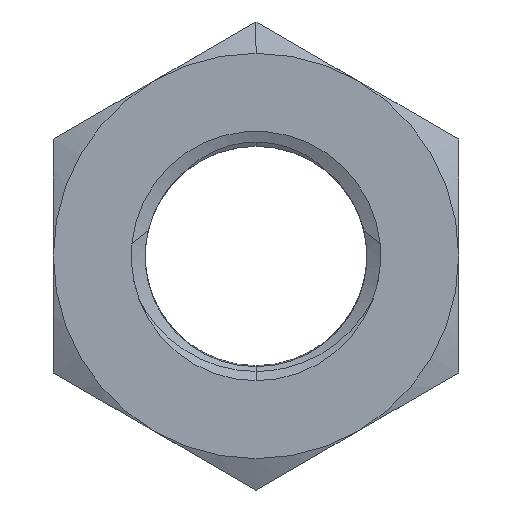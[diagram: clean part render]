
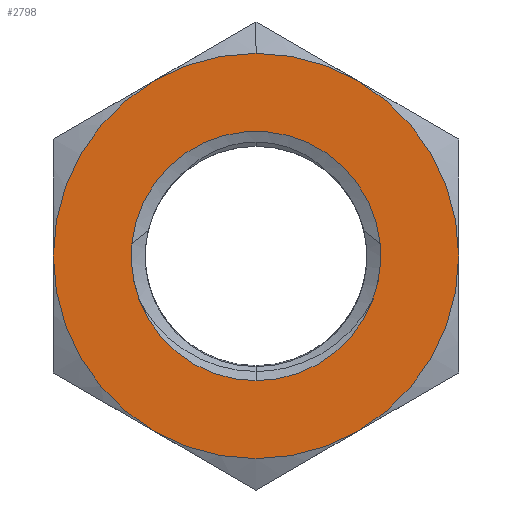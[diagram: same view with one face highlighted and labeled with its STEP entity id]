
A CAD part, front view. The second image highlights one B-rep face of the part: STEP entity #2798.
In plain terms, the highlighted planar face has unit normal (0, -1, 0).
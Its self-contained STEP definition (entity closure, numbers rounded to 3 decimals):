
#194 = EDGE_CURVE ( 'NONE', #2977, #196, #1052, .T. ) ;
#196 = VERTEX_POINT ( 'NONE', #1048 ) ;
#272 = EDGE_CURVE ( 'NONE', #273, #274, #1161, .T. ) ;
#273 = VERTEX_POINT ( 'NONE', #1154 ) ;
#274 = VERTEX_POINT ( 'NONE', #1153 ) ;
#1004 = CARTESIAN_POINT ( 'NONE',  ( 0., -3.25, 0. ) ) ;
#1048 = CARTESIAN_POINT ( 'NONE',  ( -3.981, -3.25, 0.386 ) ) ;
#1049 = DIRECTION ( 'NONE',  ( 0., 0., -1. ) ) ;
#1050 = DIRECTION ( 'NONE',  ( 0., -1., 0. ) ) ;
#1051 = AXIS2_PLACEMENT_3D ( 'NONE', #1004, #1050, #1049 ) ;
#1052 = CIRCLE ( 'NONE', #1051, 4. ) ;
#1153 = CARTESIAN_POINT ( 'NONE',  ( -3.25, -3.25, 5.629 ) ) ;
#1154 = CARTESIAN_POINT ( 'NONE',  ( 0., -3.25, 6.5 ) ) ;
#1155 = DIRECTION ( 'NONE',  ( 0., 0., -1. ) ) ;
#1156 = DIRECTION ( 'NONE',  ( 0., -1., 0. ) ) ;
#1157 = CARTESIAN_POINT ( 'NONE',  ( 0., -3.25, 0. ) ) ;
#1158 = AXIS2_PLACEMENT_3D ( 'NONE', #1157, #1156, #1155 ) ;
#1161 = CIRCLE ( 'NONE', #1158, 6.5 ) ;
#1577 = CARTESIAN_POINT ( 'NONE',  ( 0., -3.25, 0. ) ) ;
#1578 = AXIS2_PLACEMENT_3D ( 'NONE', #1577, #1639, #1638 ) ;
#1579 = CIRCLE ( 'NONE', #1578, 6.5 ) ;
#1580 = CARTESIAN_POINT ( 'NONE',  ( -3.25, -3.25, -5.629 ) ) ;
#1581 = DIRECTION ( 'NONE',  ( 0., 0., -1. ) ) ;
#1582 = DIRECTION ( 'NONE',  ( 0., -1., 0. ) ) ;
#1583 = CARTESIAN_POINT ( 'NONE',  ( 0., -3.25, 0. ) ) ;
#1584 = AXIS2_PLACEMENT_3D ( 'NONE', #1583, #1582, #1581 ) ;
#1585 = CIRCLE ( 'NONE', #1584, 6.5 ) ;
#1586 = CARTESIAN_POINT ( 'NONE',  ( -6.5, -3.25, 0. ) ) ;
#1587 = CARTESIAN_POINT ( 'NONE',  ( 3.25, -3.25, -5.629 ) ) ;
#1609 = CIRCLE ( 'NONE', #1672, 6.5 ) ;
#1610 = DIRECTION ( 'NONE',  ( 0., 0., -1. ) ) ;
#1611 = DIRECTION ( 'NONE',  ( 0., -1., 0. ) ) ;
#1612 = CARTESIAN_POINT ( 'NONE',  ( 0., -3.25, 0. ) ) ;
#1613 = AXIS2_PLACEMENT_3D ( 'NONE', #1612, #1611, #1610 ) ;
#1618 = CIRCLE ( 'NONE', #1613, 6.5 ) ;
#1626 = DIRECTION ( 'NONE',  ( 0., 0., -1. ) ) ;
#1627 = DIRECTION ( 'NONE',  ( 0., -1., 0. ) ) ;
#1628 = CARTESIAN_POINT ( 'NONE',  ( 0., -3.25, 0. ) ) ;
#1629 = AXIS2_PLACEMENT_3D ( 'NONE', #1628, #1627, #1626 ) ;
#1630 = CIRCLE ( 'NONE', #1629, 4. ) ;
#1631 = DIRECTION ( 'NONE',  ( 0., 0., -1. ) ) ;
#1632 = DIRECTION ( 'NONE',  ( 0., -1., 0. ) ) ;
#1633 = CARTESIAN_POINT ( 'NONE',  ( 13., -3.25, 0. ) ) ;
#1634 = AXIS2_PLACEMENT_3D ( 'NONE', #1633, #1632, #1631 ) ;
#1635 = PLANE ( 'NONE',  #1634 ) ;
#1636 = FACE_BOUND ( 'NONE', #2807, .T. ) ;
#1637 = FACE_OUTER_BOUND ( 'NONE', #2792, .T. ) ;
#1638 = DIRECTION ( 'NONE',  ( 0., 0., -1. ) ) ;
#1639 = DIRECTION ( 'NONE',  ( 0., -1., 0. ) ) ;
#1656 = DIRECTION ( 'NONE',  ( 0., 0., -1. ) ) ;
#1657 = DIRECTION ( 'NONE',  ( 0., -1., 0. ) ) ;
#1658 = CARTESIAN_POINT ( 'NONE',  ( 0., -3.25, 0. ) ) ;
#1659 = AXIS2_PLACEMENT_3D ( 'NONE', #1658, #1657, #1656 ) ;
#1660 = CIRCLE ( 'NONE', #1659, 6.5 ) ;
#1668 = CARTESIAN_POINT ( 'NONE',  ( 3.25, -3.25, 5.629 ) ) ;
#1669 = DIRECTION ( 'NONE',  ( 0., 0., -1. ) ) ;
#1670 = DIRECTION ( 'NONE',  ( 0., -1., 0. ) ) ;
#1671 = CARTESIAN_POINT ( 'NONE',  ( 0., -3.25, 0. ) ) ;
#1672 = AXIS2_PLACEMENT_3D ( 'NONE', #1671, #1670, #1669 ) ;
#1678 = DIRECTION ( 'NONE',  ( 0., 0., -1. ) ) ;
#1679 = DIRECTION ( 'NONE',  ( 0., -1., 0. ) ) ;
#1680 = CARTESIAN_POINT ( 'NONE',  ( 0., -3.25, 0. ) ) ;
#1681 = AXIS2_PLACEMENT_3D ( 'NONE', #1680, #1679, #1678 ) ;
#1682 = CIRCLE ( 'NONE', #1681, 6.5 ) ;
#1683 = CARTESIAN_POINT ( 'NONE',  ( 6.5, -3.25, 0. ) ) ;
#1970 = DIRECTION ( 'NONE',  ( 0., 0., -1. ) ) ;
#1971 = DIRECTION ( 'NONE',  ( 0., -1., 0. ) ) ;
#1972 = CARTESIAN_POINT ( 'NONE',  ( 0., -3.25, 0. ) ) ;
#1973 = AXIS2_PLACEMENT_3D ( 'NONE', #1972, #1971, #1970 ) ;
#1974 = CIRCLE ( 'NONE', #1973, 4. ) ;
#1985 = CARTESIAN_POINT ( 'NONE',  ( -3.754, -3.25, -1.382 ) ) ;
#1991 = CARTESIAN_POINT ( 'NONE',  ( 3.981, -3.25, 0.386 ) ) ;
#2408 = DIRECTION ( 'NONE',  ( 0., 0., -1. ) ) ;
#2409 = DIRECTION ( 'NONE',  ( 0., -1., 0. ) ) ;
#2410 = CARTESIAN_POINT ( 'NONE',  ( 0., -3.25, 0. ) ) ;
#2411 = AXIS2_PLACEMENT_3D ( 'NONE', #2410, #2409, #2408 ) ;
#2412 = CIRCLE ( 'NONE', #2411, 4. ) ;
#2417 = CARTESIAN_POINT ( 'NONE',  ( 0., -3.25, -4. ) ) ;
#2463 = CARTESIAN_POINT ( 'NONE',  ( 3.754, -3.25, -1.382 ) ) ;
#2493 = DIRECTION ( 'NONE',  ( 0., 0., -1. ) ) ;
#2494 = DIRECTION ( 'NONE',  ( 0., -1., 0. ) ) ;
#2495 = CARTESIAN_POINT ( 'NONE',  ( 0., -3.25, 0. ) ) ;
#2496 = AXIS2_PLACEMENT_3D ( 'NONE', #2495, #2494, #2493 ) ;
#2497 = CIRCLE ( 'NONE', #2496, 4. ) ;
#2790 = VERTEX_POINT ( 'NONE', #1587 ) ;
#2791 = VERTEX_POINT ( 'NONE', #1586 ) ;
#2792 = EDGE_LOOP ( 'NONE', ( #2796, #2794, #2852, #2823, #2814, #2812, #2810 ) ) ;
#2793 = EDGE_CURVE ( 'NONE', #2795, #2790, #1585, .T. ) ;
#2794 = ORIENTED_EDGE ( 'NONE', *, *, #2793, .T. ) ;
#2795 = VERTEX_POINT ( 'NONE', #1580 ) ;
#2796 = ORIENTED_EDGE ( 'NONE', *, *, #2797, .T. ) ;
#2797 = EDGE_CURVE ( 'NONE', #2791, #2795, #1579, .T. ) ;
#2798 = ADVANCED_FACE ( 'NONE', ( #1637, #1636 ), #1635, .T. ) ;
#2799 = EDGE_CURVE ( 'NONE', #2984, #3109, #1630, .T. ) ;
#2802 = ORIENTED_EDGE ( 'NONE', *, *, #2799, .F. ) ;
#2804 = ORIENTED_EDGE ( 'NONE', *, *, #3114, .F. ) ;
#2807 = EDGE_LOOP ( 'NONE', ( #2811, #2804, #2802, #2980, #2985 ) ) ;
#2809 = EDGE_CURVE ( 'NONE', #274, #2791, #1618, .T. ) ;
#2810 = ORIENTED_EDGE ( 'NONE', *, *, #2809, .T. ) ;
#2811 = ORIENTED_EDGE ( 'NONE', *, *, #3136, .F. ) ;
#2812 = ORIENTED_EDGE ( 'NONE', *, *, #272, .T. ) ;
#2813 = EDGE_CURVE ( 'NONE', #2815, #273, #1609, .T. ) ;
#2814 = ORIENTED_EDGE ( 'NONE', *, *, #2813, .T. ) ;
#2815 = VERTEX_POINT ( 'NONE', #1668 ) ;
#2819 = EDGE_CURVE ( 'NONE', #2849, #2815, #1660, .T. ) ;
#2823 = ORIENTED_EDGE ( 'NONE', *, *, #2819, .T. ) ;
#2849 = VERTEX_POINT ( 'NONE', #1683 ) ;
#2851 = EDGE_CURVE ( 'NONE', #2790, #2849, #1682, .T. ) ;
#2852 = ORIENTED_EDGE ( 'NONE', *, *, #2851, .T. ) ;
#2977 = VERTEX_POINT ( 'NONE', #1991 ) ;
#2980 = ORIENTED_EDGE ( 'NONE', *, *, #2989, .F. ) ;
#2984 = VERTEX_POINT ( 'NONE', #1985 ) ;
#2985 = ORIENTED_EDGE ( 'NONE', *, *, #194, .F. ) ;
#2989 = EDGE_CURVE ( 'NONE', #196, #2984, #1974, .T. ) ;
#3109 = VERTEX_POINT ( 'NONE', #2417 ) ;
#3114 = EDGE_CURVE ( 'NONE', #3109, #3122, #2412, .T. ) ;
#3122 = VERTEX_POINT ( 'NONE', #2463 ) ;
#3136 = EDGE_CURVE ( 'NONE', #3122, #2977, #2497, .T. ) ;
